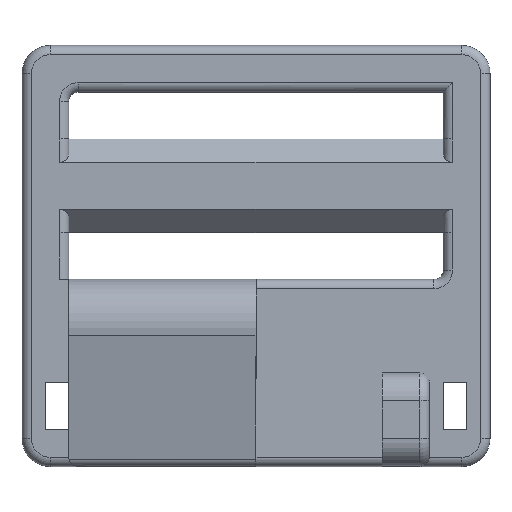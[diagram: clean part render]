
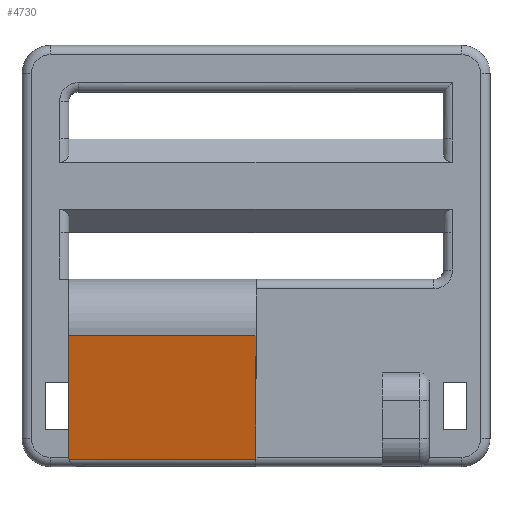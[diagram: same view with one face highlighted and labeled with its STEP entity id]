
A CAD part, top view. The second image highlights one B-rep face of the part: STEP entity #4730.
In plain terms, the highlighted planar face has unit normal (0, -0.21, 0.978).
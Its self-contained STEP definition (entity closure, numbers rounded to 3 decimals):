
#72 = PLANE('',#73);
#73 = AXIS2_PLACEMENT_3D('',#74,#75,#76);
#74 = CARTESIAN_POINT('',(-20.,-19.905,7.218));
#75 = DIRECTION('',(-1.,0.,0.));
#76 = DIRECTION('',(0.,0.,-1.));
#620 = PLANE('',#621);
#621 = AXIS2_PLACEMENT_3D('',#622,#623,#624);
#622 = CARTESIAN_POINT('',(0.,-19.905,7.218));
#623 = DIRECTION('',(-1.,0.,0.));
#624 = DIRECTION('',(0.,0.,-1.));
#1359 = CYLINDRICAL_SURFACE('',#1360,5.);
#1360 = AXIS2_PLACEMENT_3D('',#1361,#1362,#1363);
#1361 = CARTESIAN_POINT('',(0.,-15.,8.112));
#1362 = DIRECTION('',(1.,0.,0.));
#1363 = DIRECTION('',(0.,1.,0.));
#1893 = VERTEX_POINT('',#1894);
#1894 = CARTESIAN_POINT('',(0.,-29.21,10.17));
#1909 = CYLINDRICAL_SURFACE('',#1910,1.);
#1910 = AXIS2_PLACEMENT_3D('',#1911,#1912,#1913);
#1911 = CARTESIAN_POINT('',(0.,-29.,9.192));
#1912 = DIRECTION('',(-1.,0.,0.));
#1913 = DIRECTION('',(0.,-1.,0.));
#1921 = EDGE_CURVE('',#1893,#1922,#1924,.T.);
#1922 = VERTEX_POINT('',#1923);
#1923 = CARTESIAN_POINT('',(0.,-16.051,13.));
#1924 = SURFACE_CURVE('',#1925,(#1929,#1936),.PCURVE_S1.);
#1925 = LINE('',#1926,#1927);
#1926 = CARTESIAN_POINT('',(0.,-30.,10.));
#1927 = VECTOR('',#1928,1.);
#1928 = DIRECTION('',(0.,0.978,0.21));
#1929 = PCURVE('',#620,#1930);
#1930 = DEFINITIONAL_REPRESENTATION('',(#1931),#1935);
#1931 = LINE('',#1932,#1933);
#1932 = CARTESIAN_POINT('',(-2.782,10.095));
#1933 = VECTOR('',#1934,1.);
#1934 = DIRECTION('',(-0.21,-0.978));
#1935 = ( GEOMETRIC_REPRESENTATION_CONTEXT(2) 
PARAMETRIC_REPRESENTATION_CONTEXT() REPRESENTATION_CONTEXT('2D SPACE',''
  ) );
#1936 = PCURVE('',#1937,#1942);
#1937 = PLANE('',#1938);
#1938 = AXIS2_PLACEMENT_3D('',#1939,#1940,#1941);
#1939 = CARTESIAN_POINT('',(0.,-30.,10.));
#1940 = DIRECTION('',(0.,0.21,-0.978));
#1941 = DIRECTION('',(0.,0.978,0.21));
#1942 = DEFINITIONAL_REPRESENTATION('',(#1943),#1947);
#1943 = LINE('',#1944,#1945);
#1944 = CARTESIAN_POINT('',(0.,0.));
#1945 = VECTOR('',#1946,1.);
#1946 = DIRECTION('',(1.,0.));
#1947 = ( GEOMETRIC_REPRESENTATION_CONTEXT(2) 
PARAMETRIC_REPRESENTATION_CONTEXT() REPRESENTATION_CONTEXT('2D SPACE',''
  ) );
#3011 = CYLINDRICAL_SURFACE('',#3012,1.);
#3012 = AXIS2_PLACEMENT_3D('',#3013,#3014,#3015);
#3013 = CARTESIAN_POINT('',(-19.,-29.,3.));
#3014 = DIRECTION('',(0.,0.,1.));
#3015 = DIRECTION('',(-1.,0.,0.));
#3033 = EDGE_CURVE('',#3034,#3036,#3038,.T.);
#3034 = VERTEX_POINT('',#3035);
#3035 = CARTESIAN_POINT('',(-20.,-29.,10.215));
#3036 = VERTEX_POINT('',#3037);
#3037 = CARTESIAN_POINT('',(-20.,-16.051,13.));
#3038 = SURFACE_CURVE('',#3039,(#3043,#3050),.PCURVE_S1.);
#3039 = LINE('',#3040,#3041);
#3040 = CARTESIAN_POINT('',(-20.,-30.,10.));
#3041 = VECTOR('',#3042,1.);
#3042 = DIRECTION('',(0.,0.978,0.21));
#3043 = PCURVE('',#72,#3044);
#3044 = DEFINITIONAL_REPRESENTATION('',(#3045),#3049);
#3045 = LINE('',#3046,#3047);
#3046 = CARTESIAN_POINT('',(-2.782,10.095));
#3047 = VECTOR('',#3048,1.);
#3048 = DIRECTION('',(-0.21,-0.978));
#3049 = ( GEOMETRIC_REPRESENTATION_CONTEXT(2) 
PARAMETRIC_REPRESENTATION_CONTEXT() REPRESENTATION_CONTEXT('2D SPACE',''
  ) );
#3050 = PCURVE('',#1937,#3051);
#3051 = DEFINITIONAL_REPRESENTATION('',(#3052),#3056);
#3052 = LINE('',#3053,#3054);
#3053 = CARTESIAN_POINT('',(0.,-20.));
#3054 = VECTOR('',#3055,1.);
#3055 = DIRECTION('',(1.,0.));
#3056 = ( GEOMETRIC_REPRESENTATION_CONTEXT(2) 
PARAMETRIC_REPRESENTATION_CONTEXT() REPRESENTATION_CONTEXT('2D SPACE',''
  ) );
#4470 = EDGE_CURVE('',#1922,#3036,#4471,.T.);
#4471 = SURFACE_CURVE('',#4472,(#4476,#4483),.PCURVE_S1.);
#4472 = LINE('',#4473,#4474);
#4473 = CARTESIAN_POINT('',(0.,-16.051,13.));
#4474 = VECTOR('',#4475,1.);
#4475 = DIRECTION('',(-1.,0.,0.));
#4476 = PCURVE('',#1359,#4477);
#4477 = DEFINITIONAL_REPRESENTATION('',(#4478),#4482);
#4478 = LINE('',#4479,#4480);
#4479 = CARTESIAN_POINT('',(1.783,0.));
#4480 = VECTOR('',#4481,1.);
#4481 = DIRECTION('',(0.,-1.));
#4482 = ( GEOMETRIC_REPRESENTATION_CONTEXT(2) 
PARAMETRIC_REPRESENTATION_CONTEXT() REPRESENTATION_CONTEXT('2D SPACE',''
  ) );
#4483 = PCURVE('',#1937,#4484);
#4484 = DEFINITIONAL_REPRESENTATION('',(#4485),#4489);
#4485 = LINE('',#4486,#4487);
#4486 = CARTESIAN_POINT('',(14.268,0.));
#4487 = VECTOR('',#4488,1.);
#4488 = DIRECTION('',(0.,-1.));
#4489 = ( GEOMETRIC_REPRESENTATION_CONTEXT(2) 
PARAMETRIC_REPRESENTATION_CONTEXT() REPRESENTATION_CONTEXT('2D SPACE',''
  ) );
#4673 = EDGE_CURVE('',#1893,#4674,#4676,.T.);
#4674 = VERTEX_POINT('',#4675);
#4675 = CARTESIAN_POINT('',(-19.978,-29.21,
    10.17));
#4676 = SURFACE_CURVE('',#4677,(#4681,#4688),.PCURVE_S1.);
#4677 = LINE('',#4678,#4679);
#4678 = CARTESIAN_POINT('',(0.,-29.21,10.17));
#4679 = VECTOR('',#4680,1.);
#4680 = DIRECTION('',(-1.,0.,0.));
#4681 = PCURVE('',#1909,#4682);
#4682 = DEFINITIONAL_REPRESENTATION('',(#4683),#4687);
#4683 = LINE('',#4684,#4685);
#4684 = CARTESIAN_POINT('',(1.359,0.));
#4685 = VECTOR('',#4686,1.);
#4686 = DIRECTION('',(0.,1.));
#4687 = ( GEOMETRIC_REPRESENTATION_CONTEXT(2) 
PARAMETRIC_REPRESENTATION_CONTEXT() REPRESENTATION_CONTEXT('2D SPACE',''
  ) );
#4688 = PCURVE('',#1937,#4689);
#4689 = DEFINITIONAL_REPRESENTATION('',(#4690),#4694);
#4690 = LINE('',#4691,#4692);
#4691 = CARTESIAN_POINT('',(0.808,0.));
#4692 = VECTOR('',#4693,1.);
#4693 = DIRECTION('',(0.,-1.));
#4694 = ( GEOMETRIC_REPRESENTATION_CONTEXT(2) 
PARAMETRIC_REPRESENTATION_CONTEXT() REPRESENTATION_CONTEXT('2D SPACE',''
  ) );
#4730 = ADVANCED_FACE('',(#4731),#1937,.F.);
#4731 = FACE_BOUND('',#4732,.F.);
#4732 = EDGE_LOOP('',(#4733,#4734,#4735,#4763,#4764));
#4733 = ORIENTED_EDGE('',*,*,#1921,.F.);
#4734 = ORIENTED_EDGE('',*,*,#4673,.T.);
#4735 = ORIENTED_EDGE('',*,*,#4736,.T.);
#4736 = EDGE_CURVE('',#4674,#3034,#4737,.T.);
#4737 = SURFACE_CURVE('',#4738,(#4743,#4750),.PCURVE_S1.);
#4738 = ELLIPSE('',#4739,1.023,1.);
#4739 = AXIS2_PLACEMENT_3D('',#4740,#4741,#4742);
#4740 = CARTESIAN_POINT('',(-19.,-29.,10.215));
#4741 = DIRECTION('',(0.,0.21,-0.978));
#4742 = DIRECTION('',(0.,0.978,0.21));
#4743 = PCURVE('',#1937,#4744);
#4744 = DEFINITIONAL_REPRESENTATION('',(#4745),#4749);
#4745 = ELLIPSE('',#4746,1.023,1.);
#4746 = AXIS2_PLACEMENT_2D('',#4747,#4748);
#4747 = CARTESIAN_POINT('',(1.023,-19.));
#4748 = DIRECTION('',(1.,0.));
#4749 = ( GEOMETRIC_REPRESENTATION_CONTEXT(2) 
PARAMETRIC_REPRESENTATION_CONTEXT() REPRESENTATION_CONTEXT('2D SPACE',''
  ) );
#4750 = PCURVE('',#3011,#4751);
#4751 = DEFINITIONAL_REPRESENTATION('',(#4752),#4762);
#4752 = B_SPLINE_CURVE_WITH_KNOTS('',8,(#4753,#4754,#4755,#4756,#4757,
    #4758,#4759,#4760,#4761),.UNSPECIFIED.,.F.,.F.,(9,9),(4.501
    ,4.712),.PIECEWISE_BEZIER_KNOTS.);
#4753 = CARTESIAN_POINT('',(0.212,7.17));
#4754 = CARTESIAN_POINT('',(0.185,7.175));
#4755 = CARTESIAN_POINT('',(0.159,7.181));
#4756 = CARTESIAN_POINT('',(0.132,7.187));
#4757 = CARTESIAN_POINT('',(0.106,7.192));
#4758 = CARTESIAN_POINT('',(0.079,7.198));
#4759 = CARTESIAN_POINT('',(0.053,7.204));
#4760 = CARTESIAN_POINT('',(0.026,7.209));
#4761 = CARTESIAN_POINT('',(0.,7.215));
#4762 = ( GEOMETRIC_REPRESENTATION_CONTEXT(2) 
PARAMETRIC_REPRESENTATION_CONTEXT() REPRESENTATION_CONTEXT('2D SPACE',''
  ) );
#4763 = ORIENTED_EDGE('',*,*,#3033,.T.);
#4764 = ORIENTED_EDGE('',*,*,#4470,.F.);
